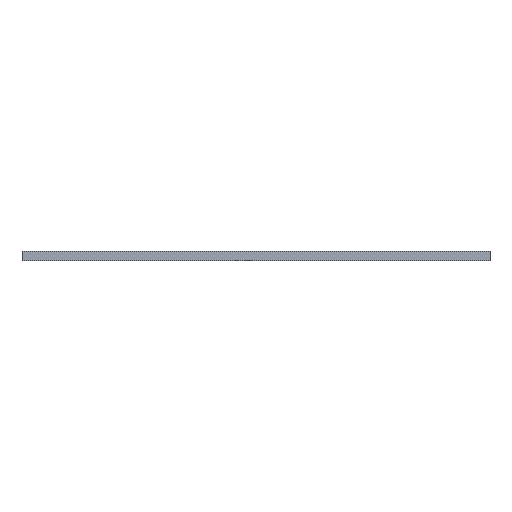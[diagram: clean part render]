
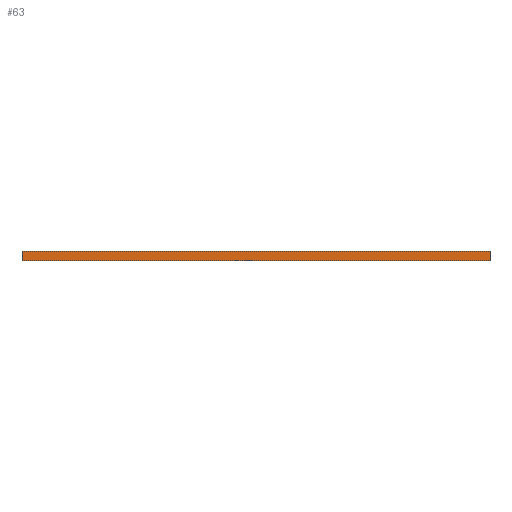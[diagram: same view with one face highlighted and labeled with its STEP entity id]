
A CAD part, front view. The second image highlights one B-rep face of the part: STEP entity #63.
In plain terms, the highlighted planar face has unit normal (0, -1, 0).
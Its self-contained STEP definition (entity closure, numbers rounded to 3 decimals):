
#31 = ORIENTED_EDGE ( 'NONE', *, *, #889, .T. ) ;
#61 = ORIENTED_EDGE ( 'NONE', *, *, #195, .T. ) ;
#63 = ADVANCED_FACE ( 'NONE', ( #1511 ), #243, .F. ) ;
#95 = CARTESIAN_POINT ( 'NONE',  ( 152.4, -254., 3.175 ) ) ;
#195 = EDGE_CURVE ( 'NONE', #1116, #1486, #505, .T. ) ;
#243 = PLANE ( 'NONE',  #1377 ) ;
#325 = LINE ( 'NONE', #1600, #590 ) ;
#363 = ORIENTED_EDGE ( 'NONE', *, *, #1249, .F. ) ;
#389 = CARTESIAN_POINT ( 'NONE',  ( 0., -254., 0. ) ) ;
#451 = DIRECTION ( 'NONE',  ( 0., 0., -1. ) ) ;
#505 = LINE ( 'NONE', #1311, #1139 ) ;
#551 = DIRECTION ( 'NONE',  ( 1., 0., 0. ) ) ;
#590 = VECTOR ( 'NONE', #969, 1000. ) ;
#653 = ORIENTED_EDGE ( 'NONE', *, *, #1536, .F. ) ;
#800 = CARTESIAN_POINT ( 'NONE',  ( 0., -254., 3.175 ) ) ;
#839 = CARTESIAN_POINT ( 'NONE',  ( 0., -254., 3.175 ) ) ;
#859 = VERTEX_POINT ( 'NONE', #1236 ) ;
#889 = EDGE_CURVE ( 'NONE', #1159, #1116, #1602, .T. ) ;
#969 = DIRECTION ( 'NONE',  ( 1., 0., 0. ) ) ;
#1116 = VERTEX_POINT ( 'NONE', #389 ) ;
#1130 = DIRECTION ( 'NONE',  ( 0., 0., -1. ) ) ;
#1139 = VECTOR ( 'NONE', #551, 1000. ) ;
#1143 = EDGE_LOOP ( 'NONE', ( #61, #653, #363, #31 ) ) ;
#1159 = VERTEX_POINT ( 'NONE', #800 ) ;
#1236 = CARTESIAN_POINT ( 'NONE',  ( 152.4, -254., 3.175 ) ) ;
#1249 = EDGE_CURVE ( 'NONE', #1159, #859, #325, .T. ) ;
#1255 = LINE ( 'NONE', #95, #1366 ) ;
#1274 = DIRECTION ( 'NONE',  ( 0., 1., 0. ) ) ;
#1311 = CARTESIAN_POINT ( 'NONE',  ( 0., -254., 0. ) ) ;
#1366 = VECTOR ( 'NONE', #1130, 1000. ) ;
#1377 = AXIS2_PLACEMENT_3D ( 'NONE', #1400, #1274, #1390 ) ;
#1390 = DIRECTION ( 'NONE',  ( 0., 0., 1. ) ) ;
#1400 = CARTESIAN_POINT ( 'NONE',  ( 0., -254., 3.175 ) ) ;
#1469 = VECTOR ( 'NONE', #451, 1000. ) ;
#1486 = VERTEX_POINT ( 'NONE', #1500 ) ;
#1500 = CARTESIAN_POINT ( 'NONE',  ( 152.4, -254., 0. ) ) ;
#1511 = FACE_OUTER_BOUND ( 'NONE', #1143, .T. ) ;
#1536 = EDGE_CURVE ( 'NONE', #859, #1486, #1255, .T. ) ;
#1600 = CARTESIAN_POINT ( 'NONE',  ( 0., -254., 3.175 ) ) ;
#1602 = LINE ( 'NONE', #839, #1469 ) ;
